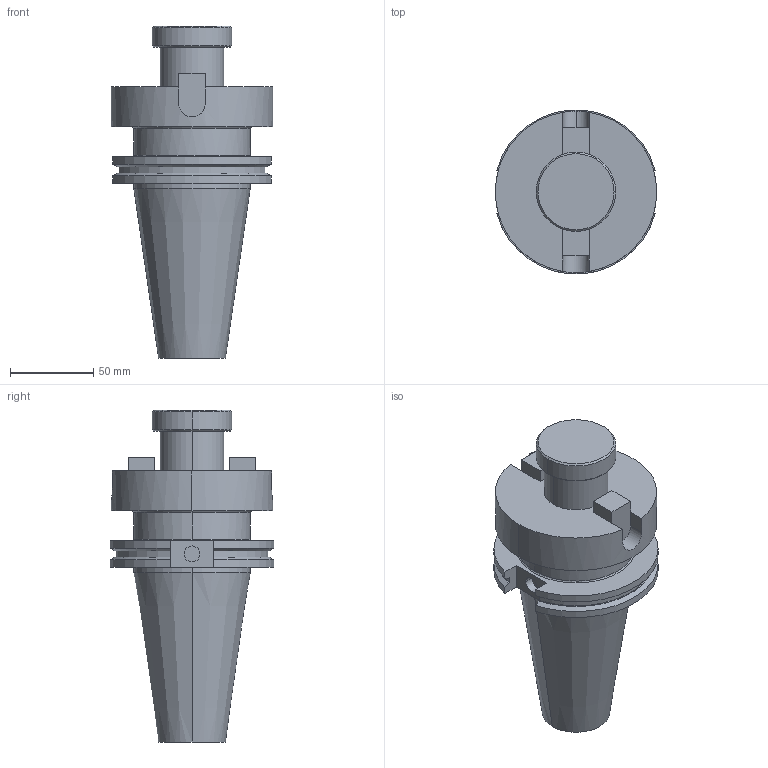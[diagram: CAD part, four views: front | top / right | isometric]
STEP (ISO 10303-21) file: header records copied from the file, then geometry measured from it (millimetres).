
FILE_DESCRIPTION (( 'STEP AP203' ), '1' );
FILE_NAME ('STP-22727.STEP', '2018-08-09T06:15:03', ( '' ), ( '' ), 'SwSTEP 2.0', 'SolidWorks 2015', '' );
FILE_SCHEMA (( 'CONFIG_CONTROL_DESIGN' ));
Length unit declared in the file: millimetre
Products named in the file (1): STP-22727
Bounding box: 96.77 x 98.05 x 199.09 mm (x, y, z)
Volume: 625811.7 mm3; surface area: 69380 mm2
Topology: 2 solids, 2 shells, 83 faces, 199 edges, 125 vertices
Faces by surface type: plane 34, cylinder 29, cone 16, torus 3, bspline 1
Entity records: 2604 total; most frequent: CARTESIAN_POINT 570, DIRECTION 426, ORIENTED_EDGE 394, EDGE_CURVE 197, AXIS2_PLACEMENT_3D 159, VERTEX_POINT 125, LINE 108, VECTOR 108
